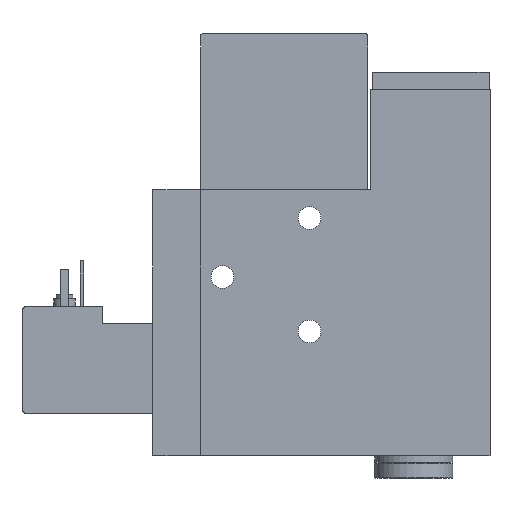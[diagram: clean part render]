
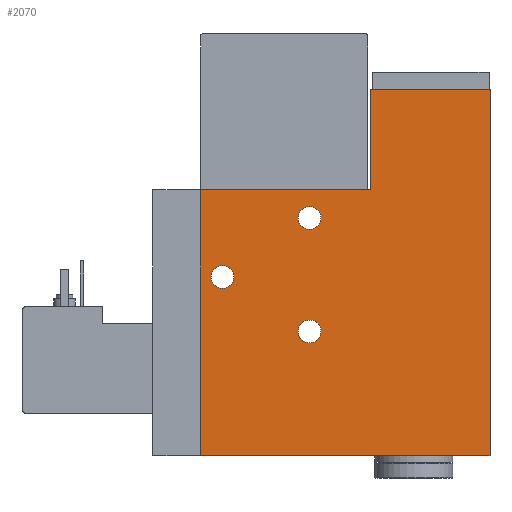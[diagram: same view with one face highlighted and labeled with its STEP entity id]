
A CAD part, left-side view. The second image highlights one B-rep face of the part: STEP entity #2070.
In plain terms, the highlighted face is planar.
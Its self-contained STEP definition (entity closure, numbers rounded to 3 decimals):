
#53=LINE('',#2816,#178);
#70=LINE('',#2851,#195);
#80=LINE('',#2882,#205);
#81=LINE('',#2883,#206);
#82=LINE('',#2885,#207);
#83=LINE('',#2887,#208);
#178=VECTOR('',#2363,1000.);
#195=VECTOR('',#2384,1000.);
#205=VECTOR('',#2412,1000.);
#206=VECTOR('',#2413,1000.);
#207=VECTOR('',#2414,1000.);
#208=VECTOR('',#2415,1000.);
#305=PLANE('',#2192);
#373=CIRCLE('',#2193,2.6);
#374=CIRCLE('',#2194,2.6);
#375=CIRCLE('',#2195,2.6);
#468=ORIENTED_EDGE('',*,*,#843,.F.);
#469=ORIENTED_EDGE('',*,*,#844,.F.);
#470=ORIENTED_EDGE('',*,*,#845,.F.);
#471=ORIENTED_EDGE('',*,*,#846,.F.);
#472=ORIENTED_EDGE('',*,*,#813,.F.);
#473=ORIENTED_EDGE('',*,*,#847,.F.);
#474=ORIENTED_EDGE('',*,*,#848,.F.);
#475=ORIENTED_EDGE('',*,*,#849,.F.);
#476=ORIENTED_EDGE('',*,*,#830,.F.);
#813=EDGE_CURVE('',#1002,#1003,#53,.T.);
#830=EDGE_CURVE('',#1018,#1019,#70,.T.);
#843=EDGE_CURVE('',#1028,#1028,#373,.T.);
#844=EDGE_CURVE('',#1029,#1029,#374,.T.);
#845=EDGE_CURVE('',#1030,#1030,#375,.T.);
#846=EDGE_CURVE('',#1003,#1018,#80,.T.);
#847=EDGE_CURVE('',#1031,#1002,#81,.T.);
#848=EDGE_CURVE('',#1032,#1031,#82,.T.);
#849=EDGE_CURVE('',#1019,#1032,#83,.T.);
#1002=VERTEX_POINT('',#2815);
#1003=VERTEX_POINT('',#2817);
#1018=VERTEX_POINT('',#2850);
#1019=VERTEX_POINT('',#2852);
#1028=VERTEX_POINT('',#2877);
#1029=VERTEX_POINT('',#2879);
#1030=VERTEX_POINT('',#2881);
#1031=VERTEX_POINT('',#2884);
#1032=VERTEX_POINT('',#2886);
#1151=EDGE_LOOP('',(#468));
#1152=EDGE_LOOP('',(#469));
#1153=EDGE_LOOP('',(#470));
#1154=EDGE_LOOP('',(#471,#472,#473,#474,#475,#476));
#1311=FACE_BOUND('',#1151,.T.);
#1312=FACE_BOUND('',#1152,.T.);
#1313=FACE_BOUND('',#1153,.T.);
#1314=FACE_BOUND('',#1154,.T.);
#2070=ADVANCED_FACE('',(#1311,#1312,#1313,#1314),#305,.F.);
#2192=AXIS2_PLACEMENT_3D('',#2875,#2404,#2405);
#2193=AXIS2_PLACEMENT_3D('',#2876,#2406,#2407);
#2194=AXIS2_PLACEMENT_3D('',#2878,#2408,#2409);
#2195=AXIS2_PLACEMENT_3D('',#2880,#2410,#2411);
#2363=DIRECTION('',(0.,1.,0.));
#2384=DIRECTION('',(0.,-1.,0.));
#2404=DIRECTION('',(0.,0.,1.));
#2405=DIRECTION('',(1.,0.,0.));
#2406=DIRECTION('',(0.,0.,-1.));
#2407=DIRECTION('',(-1.,0.,0.));
#2408=DIRECTION('',(0.,0.,-1.));
#2409=DIRECTION('',(-1.,0.,0.));
#2410=DIRECTION('',(0.,0.,-1.));
#2411=DIRECTION('',(-1.,0.,0.));
#2412=DIRECTION('',(-1.,0.,0.));
#2413=DIRECTION('',(1.,0.,0.));
#2414=DIRECTION('',(0.,-1.,0.));
#2415=DIRECTION('',(-1.,0.,0.));
#2815=CARTESIAN_POINT('',(0.,0.,-11.));
#2816=CARTESIAN_POINT('',(0.,0.,-11.));
#2817=CARTESIAN_POINT('',(0.,66.4,-11.));
#2850=CARTESIAN_POINT('',(-61.,66.4,-11.));
#2851=CARTESIAN_POINT('',(-61.,77.4,-11.));
#2852=CARTESIAN_POINT('',(-61.,27.4,-11.));
#2875=CARTESIAN_POINT('',(0.,0.,-11.));
#2876=CARTESIAN_POINT('',(-28.5,41.4,-11.));
#2877=CARTESIAN_POINT('',(-31.1,41.4,-11.));
#2878=CARTESIAN_POINT('',(-41.,61.4,-11.));
#2879=CARTESIAN_POINT('',(-43.6,61.4,-11.));
#2880=CARTESIAN_POINT('',(-54.5,41.4,-11.));
#2881=CARTESIAN_POINT('',(-57.1,41.4,-11.));
#2882=CARTESIAN_POINT('',(0.,66.4,-11.));
#2883=CARTESIAN_POINT('',(-84.,0.,-11.));
#2884=CARTESIAN_POINT('',(-84.,0.,-11.));
#2885=CARTESIAN_POINT('',(-84.,27.4,-11.));
#2886=CARTESIAN_POINT('',(-84.,27.4,-11.));
#2887=CARTESIAN_POINT('',(-61.,27.4,-11.));
